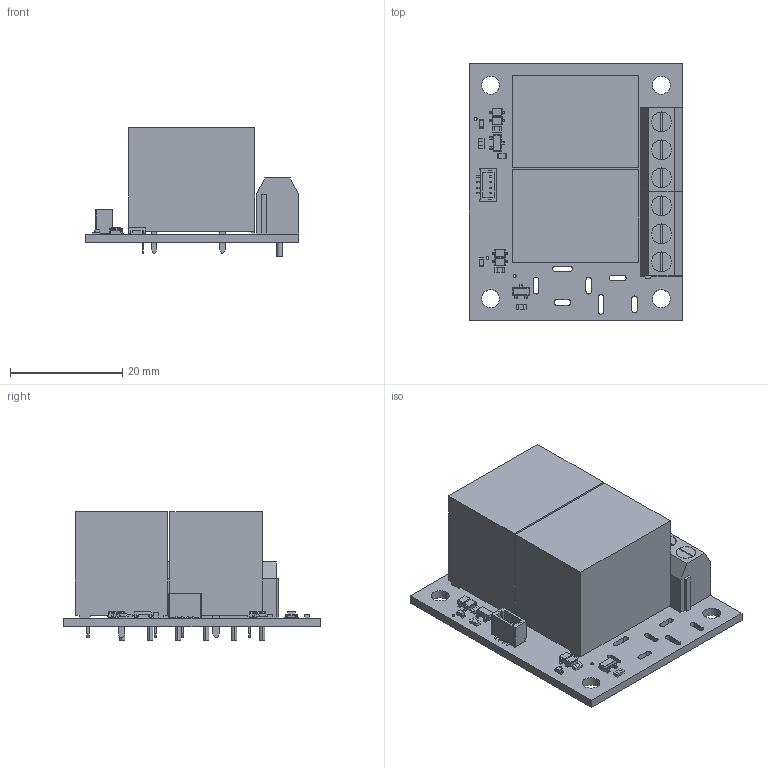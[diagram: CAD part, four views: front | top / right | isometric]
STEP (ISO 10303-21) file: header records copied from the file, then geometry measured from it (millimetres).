
FILE_DESCRIPTION (( 'STEP AP214' ), '1' );
FILE_NAME ('rly02c-for-step.step', '2025-10-10T22:32:57', ( '' ), ( '' ), 'SwSTEP 2.0', 'SolidWorks 2025', '' );
FILE_SCHEMA (( 'AUTOMOTIVE_DESIGN' ));
Length unit declared in the file: millimetre
Products named in the file (1): rly02c-for-step
Bounding box: 38.11 x 45.72 x 23 mm (x, y, z)
Volume: 18227.3 mm3; surface area: 11005.5 mm2
Topology: 5 solids, 5 shells, 1238 faces, 3305 edges, 2150 vertices
Faces by surface type: plane 860, cylinder 217, bspline 161
Entity records: 57920 total; most frequent: CARTESIAN_POINT 14101, ORIENTED_EDGE 6610, DIRECTION 5511, EDGE_CURVE 3305, VECTOR 2511, LINE 2511, VERTEX_POINT 2150, AXIS2_PLACEMENT_3D 1500
